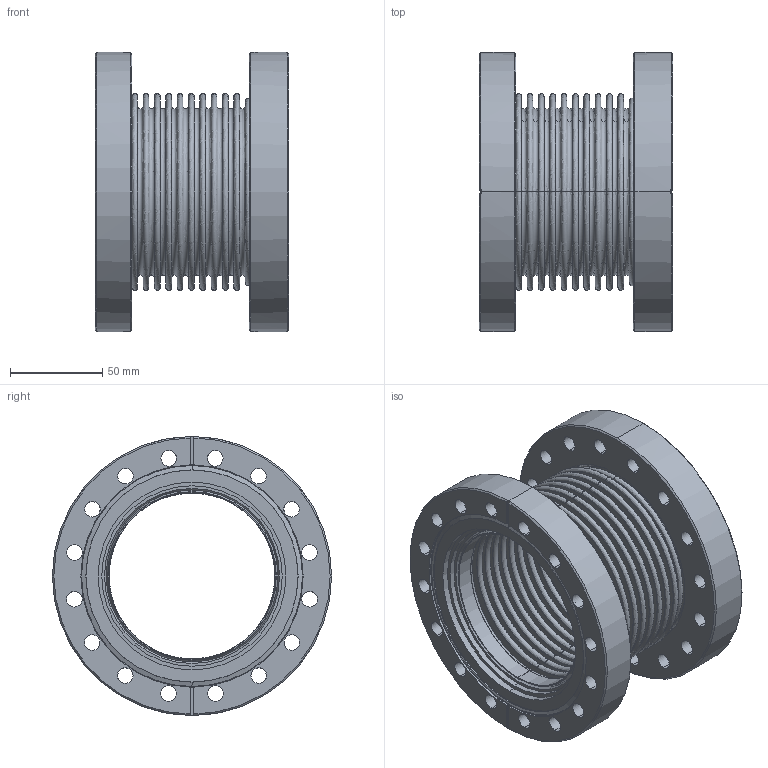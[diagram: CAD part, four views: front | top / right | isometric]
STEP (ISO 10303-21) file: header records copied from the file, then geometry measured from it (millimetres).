
FILE_DESCRIPTION( (''), '2;1');
FILE_NAME ('CAD708.3020.CF152-K_29547.stp','2017-05-12T11:40:50',(''),(''),'spGate 12.6.6','','');
FILE_SCHEMA (('AUTOMOTIVE_DESIGN'));
Length unit declared in the file: millimetre
Products named in the file (5): Assembly; CF153-1; CF152-2; CF152-3-1; CF152-3-2
Assembly tree (4 placements, depth 2):
  Assembly
    CF153-1
    CF152-2
    CF152-3-1
    CF152-3-2
Bounding box: 105 x 151.6 x 151.6 mm (x, y, z)
Volume: 405724.7 mm3; surface area: 262350.8 mm2
Topology: 4 solids, 4 shells, 301 faces, 722 edges, 482 vertices
Faces by surface type: bspline 130, cylinder 94, plane 77
Entity records: 17556 total; most frequent: CARTESIAN_POINT 4961, ORIENTED_EDGE 1444, DIRECTION 1318, COLOUR_RGB 1027, PRESENTATION_STYLE_ASSIGNMENT 1027, STYLED_ITEM 1027, EDGE_CURVE 722, DRAUGHTING_PRE_DEFINED_CURVE_FONT 722
